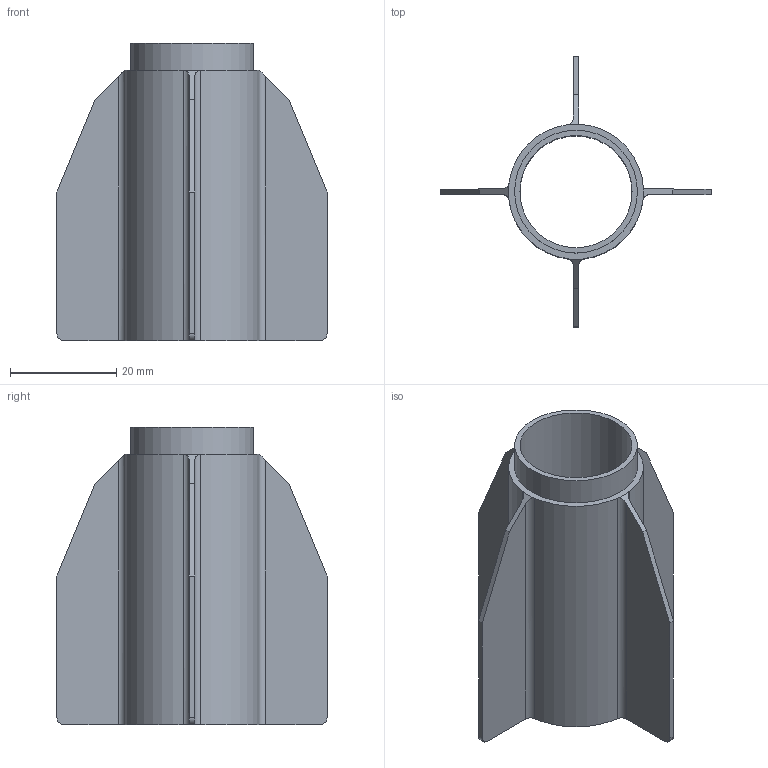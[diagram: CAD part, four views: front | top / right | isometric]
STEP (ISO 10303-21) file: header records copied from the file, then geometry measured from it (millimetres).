
FILE_DESCRIPTION(/* description */ (''),/* implementation_level */ '2;1');
FILE_NAME(/* name */ 'Big Fin Assembly v2.step',/* time_stamp */ '2023-05-20T11:47:41-04:00',/* author */ (''),/* organization */ (''),/* preprocessor_version */ 'ST-DEVELOPER v19.2',/* originating_system */ 'Autodesk Translation Framework v12.4.0.73',/* authorisation */ '');
FILE_SCHEMA (('AUTOMOTIVE_DESIGN { 1 0 10303 214 3 1 1 }'));
Length unit declared in the file: inch
Products named in the file (1): Big Fin Assembly
Bounding box: 50.8 x 50.8 x 55.88 mm (x, y, z)
Volume: 10566.9 mm3; surface area: 19976.6 mm2
Topology: 2 solids, 2 shells, 41 faces, 111 edges, 74 vertices
Faces by surface type: plane 24, cylinder 17
Full cylindrical faces by diameter (mm): 21.104 x1, 23.114 x2
Entity records: 1347 total; most frequent: DIRECTION 235, CARTESIAN_POINT 227, ORIENTED_EDGE 222, EDGE_CURVE 111, AXIS2_PLACEMENT_3D 82, VERTEX_POINT 74, LINE 71, VECTOR 71
